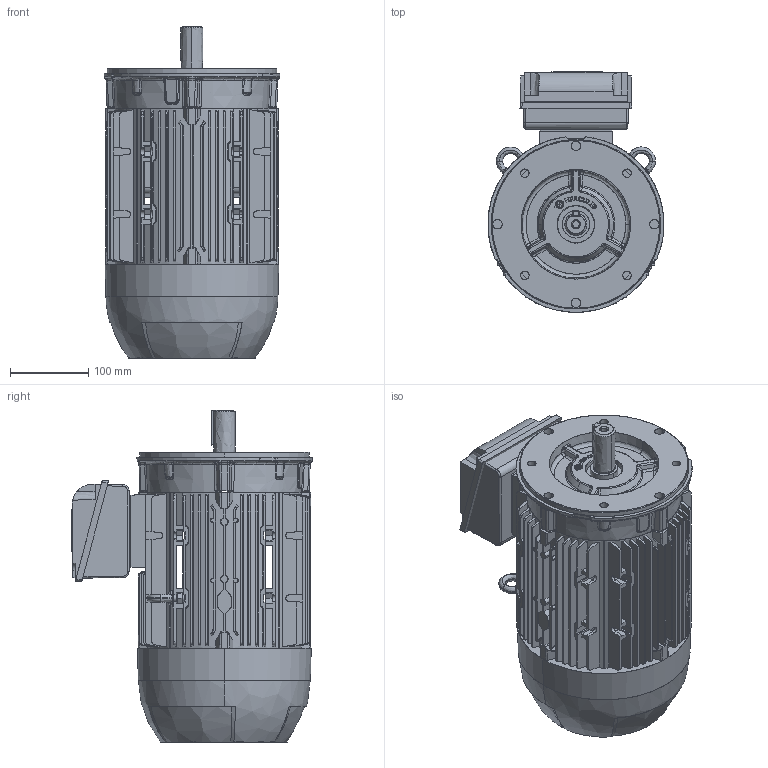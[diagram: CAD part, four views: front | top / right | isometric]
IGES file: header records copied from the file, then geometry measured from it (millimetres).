
Start section: SolidWorks IGES file using analytic representation for surfaces
Global section: file name: 112L_SP_FC_TOP.igs; native system: SolidWorks 2020; preprocessor: SolidWorks 2020; author: klemz; date: 220628.134802; units: millimetre
Bounding box: 224.27 x 306.92 x 423.2 mm (x, y, z)
Surface area: 693990.4 mm2 (no closed solid volume)
Topology: 0 solids, 0 shells, 1889 faces, 20157 edges, 20137 vertices
Faces by surface type: bspline 1278, revolution 611
